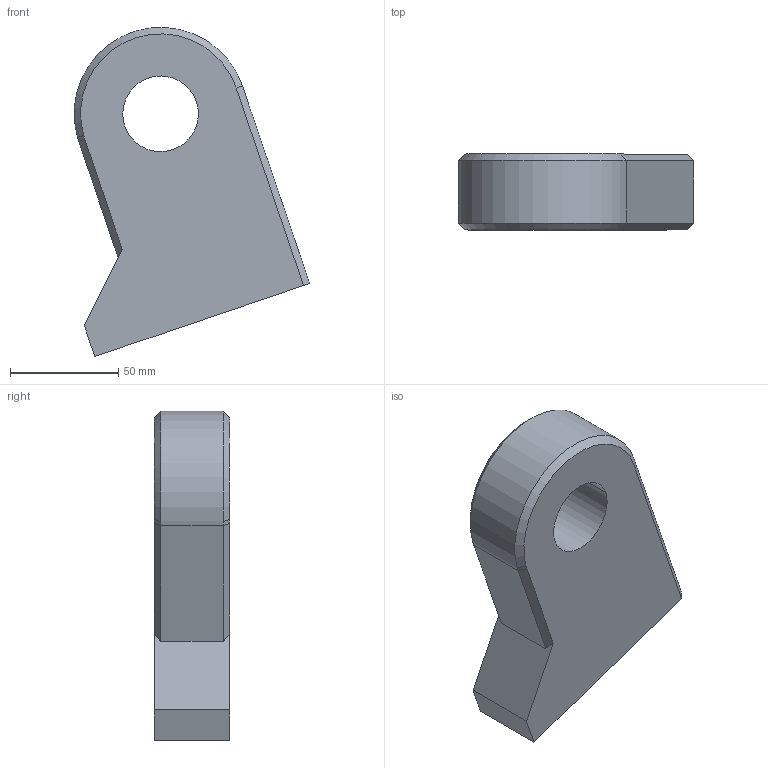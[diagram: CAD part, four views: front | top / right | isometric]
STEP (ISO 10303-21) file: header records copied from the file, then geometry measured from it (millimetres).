
FILE_DESCRIPTION(('FreeCAD Model'),'2;1');
FILE_NAME('Open CASCADE Shape Model','2023-06-29T20:51:16',(''),(''), 'Open CASCADE STEP processor 7.6','FreeCAD','Unknown');
FILE_SCHEMA(('AUTOMOTIVE_DESIGN { 1 0 10303 214 1 1 1 1 }'));
Length unit declared in the file: millimetre
Products named in the file (1): Component90
Bounding box: 108.88 x 35 x 152.27 mm (x, y, z)
Volume: 346082.5 mm3; surface area: 37965.3 mm2
Topology: 1 solids, 1 shells, 18 faces, 44 edges, 28 vertices
Faces by surface type: plane 11, cone 4, cylinder 3
Entity records: 1255 total; most frequent: DIRECTION 182, CARTESIAN_POINT 179, LINE 112, VECTOR 112, ORIENTED_EDGE 88, PCURVE 88, DEFINITIONAL_REPRESENTATION 88, EDGE_CURVE 44
